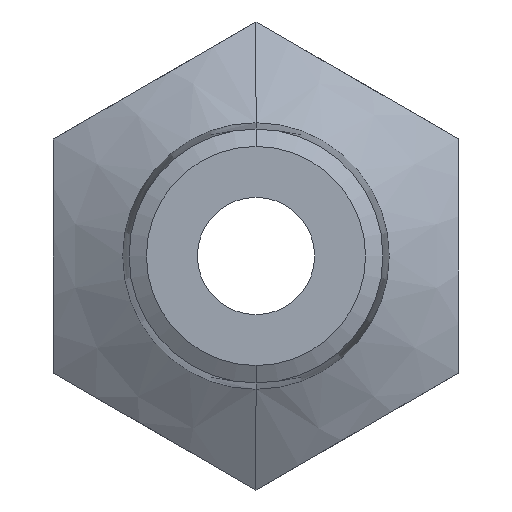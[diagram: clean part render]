
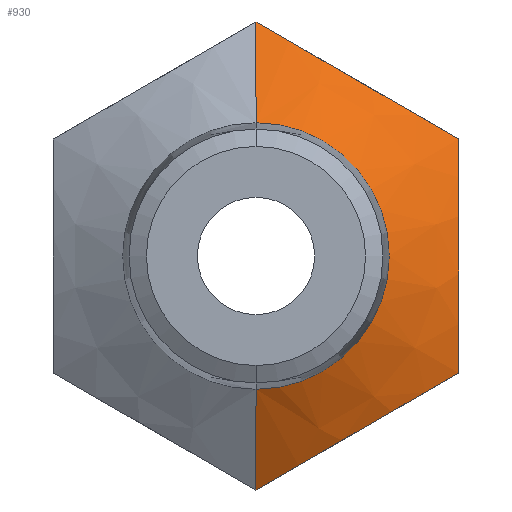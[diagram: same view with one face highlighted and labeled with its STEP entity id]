
A CAD part, front view. The second image highlights one B-rep face of the part: STEP entity #930.
In plain terms, the highlighted conical face has half-angle 60 degrees and reference radius 49.968 mm.
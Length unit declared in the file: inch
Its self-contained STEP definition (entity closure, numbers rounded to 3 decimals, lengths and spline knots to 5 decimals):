
#440 = ORIENTED_EDGE ( 'NONE', *, *, #1696, .T. ) ;
#488 = ORIENTED_EDGE ( 'NONE', *, *, #1598, .F. ) ;
#504 = ORIENTED_EDGE ( 'NONE', *, *, #1747, .F. ) ;
#550 = ORIENTED_EDGE ( 'NONE', *, *, #1608, .F. ) ;
#552 = ORIENTED_EDGE ( 'NONE', *, *, #1713, .F. ) ;
#572 = ORIENTED_EDGE ( 'NONE', *, *, #1652, .F. ) ;
#589 = CARTESIAN_POINT ( 'NONE',  ( 0., 1.75619, 0. ) ) ;
#600 = DIRECTION ( 'NONE',  ( 0., 0., 1. ) ) ;
#602 = DIRECTION ( 'NONE',  ( 0., 1., 0. ) ) ;
#691 = EDGE_LOOP ( 'NONE', ( #504, #440, #572, #552, #488, #550 ) ) ;
#825 = B_SPLINE_CURVE_WITH_KNOTS ( 'NONE', 3,
 ( #3727, #3728, #3729, #3730, #3731, #3732, #3733, #3734, #3735, #3736, #3737, #3738, #3739, #3740 ),
 .UNSPECIFIED., .F., .F.,
 ( 4, 2, 2, 2, 2, 2, 4 ),
 ( 0., 0.00741, 0.01481, 0.01666, 0.01851, 0.02222, 0.02962 ),
 .UNSPECIFIED. ) ;
#850 = B_SPLINE_CURVE_WITH_KNOTS ( 'NONE', 3,
 ( #4223, #4224, #4225, #4226, #4227, #4228, #4229, #4230, #4231, #4232, #4233, #4234, #4235, #4236 ),
 .UNSPECIFIED., .F., .F.,
 ( 4, 2, 2, 2, 2, 2, 4 ),
 ( 0., 0.00741, 0.01481, 0.01666, 0.01851, 0.02222, 0.02962 ),
 .UNSPECIFIED. ) ;
#872 = B_SPLINE_CURVE_WITH_KNOTS ( 'NONE', 3,
 ( #4651, #4652, #4653, #4654, #4655, #4656, #4657, #4658, #4659, #4660, #4661, #4662, #4663, #4664, #4665, #4666 ),
 .UNSPECIFIED., .F., .F.,
 ( 4, 2, 2, 2, 2, 2, 2, 4 ),
 ( 0.07937, 0.0868, 0.08865, 0.09051, 0.09422, 0.10164, 0.10536, 0.10907 ),
 .UNSPECIFIED. ) ;
#930 = ADVANCED_FACE ( 'NONE', ( #2005 ), #2006, .T. ) ;
#1052 = AXIS2_PLACEMENT_3D ( 'NONE', #589, #602, #600 ) ;
#1141 = AXIS2_PLACEMENT_3D ( 'NONE', #4843, #4844, #4845 ) ;
#1598 = EDGE_CURVE ( 'NONE', #1786, #1870, #825, .T. ) ;
#1608 = EDGE_CURVE ( 'NONE', #1826, #1786, #2311, .T. ) ;
#1652 = EDGE_CURVE ( 'NONE', #1948, #1880, #850, .T. ) ;
#1696 = EDGE_CURVE ( 'NONE', #1878, #1880, #2417, .T. ) ;
#1713 = EDGE_CURVE ( 'NONE', #1870, #1948, #872, .T. ) ;
#1747 = EDGE_CURVE ( 'NONE', #1878, #1826, #2479, .T. ) ;
#1786 = VERTEX_POINT ( 'NONE', #5040 ) ;
#1826 = VERTEX_POINT ( 'NONE', #5080 ) ;
#1870 = VERTEX_POINT ( 'NONE', #5124 ) ;
#1878 = VERTEX_POINT ( 'NONE', #5132 ) ;
#1880 = VERTEX_POINT ( 'NONE', #5134 ) ;
#1948 = VERTEX_POINT ( 'NONE', #5202 ) ;
#2005 = FACE_OUTER_BOUND ( 'NONE', #691, .T. ) ;
#2006 = CONICAL_SURFACE ( 'NONE', #1052, 1.96726, 1.047 ) ;
#2311 = LINE ( 'NONE', #3848, #2312 ) ;
#2312 = VECTOR ( 'NONE', #3849, 39.37008 ) ;
#2417 = LINE ( 'NONE', #4507, #2418 ) ;
#2418 = VECTOR ( 'NONE', #4508, 39.37008 ) ;
#2479 = CIRCLE ( 'NONE', #1141, 0.6575 ) ;
#3727 = CARTESIAN_POINT ( 'NONE',  ( 0., 1.28706, 1.1547 ) ) ;
#3728 = CARTESIAN_POINT ( 'NONE',  ( 0.08164, 1.25985, 1.10757 ) ) ;
#3729 = CARTESIAN_POINT ( 'NONE',  ( 0.16388, 1.23742, 1.06009 ) ) ;
#3730 = CARTESIAN_POINT ( 'NONE',  ( 0.33006, 1.20635, 0.96414 ) ) ;
#3731 = CARTESIAN_POINT ( 'NONE',  ( 0.41403, 1.19781, 0.91566 ) ) ;
#3732 = CARTESIAN_POINT ( 'NONE',  ( 0.5203, 1.19773, 0.85431 ) ) ;
#3733 = CARTESIAN_POINT ( 'NONE',  ( 0.54166, 1.19824, 0.84197 ) ) ;
#3734 = CARTESIAN_POINT ( 'NONE',  ( 0.58419, 1.20029, 0.81742 ) ) ;
#3735 = CARTESIAN_POINT ( 'NONE',  ( 0.60538, 1.20183, 0.80518 ) ) ;
#3736 = CARTESIAN_POINT ( 'NONE',  ( 0.66875, 1.20794, 0.7686 ) ) ;
#3737 = CARTESIAN_POINT ( 'NONE',  ( 0.7107, 1.21398, 0.74438 ) ) ;
#3738 = CARTESIAN_POINT ( 'NONE',  ( 0.83583, 1.23733, 0.67213 ) ) ;
#3739 = CARTESIAN_POINT ( 'NONE',  ( 0.91826, 1.25981, 0.62454 ) ) ;
#3740 = CARTESIAN_POINT ( 'NONE',  ( 1., 1.28706, 0.57735 ) ) ;
#3848 = CARTESIAN_POINT ( 'NONE',  ( 0., 1.75619, 1.96726 ) ) ;
#3849 = DIRECTION ( 'NONE',  ( 0., 0.5, 0.866 ) ) ;
#4223 = CARTESIAN_POINT ( 'NONE',  ( 1., 1.28706, -0.57735 ) ) ;
#4224 = CARTESIAN_POINT ( 'NONE',  ( 0.91836, 1.25985, -0.62449 ) ) ;
#4225 = CARTESIAN_POINT ( 'NONE',  ( 0.83612, 1.23742, -0.67196 ) ) ;
#4226 = CARTESIAN_POINT ( 'NONE',  ( 0.66994, 1.20635, -0.76791 ) ) ;
#4227 = CARTESIAN_POINT ( 'NONE',  ( 0.58597, 1.19781, -0.81639 ) ) ;
#4228 = CARTESIAN_POINT ( 'NONE',  ( 0.4797, 1.19773, -0.87774 ) ) ;
#4229 = CARTESIAN_POINT ( 'NONE',  ( 0.45834, 1.19824, -0.89008 ) ) ;
#4230 = CARTESIAN_POINT ( 'NONE',  ( 0.41581, 1.20029, -0.91463 ) ) ;
#4231 = CARTESIAN_POINT ( 'NONE',  ( 0.39462, 1.20183, -0.92687 ) ) ;
#4232 = CARTESIAN_POINT ( 'NONE',  ( 0.33125, 1.20794, -0.96345 ) ) ;
#4233 = CARTESIAN_POINT ( 'NONE',  ( 0.2893, 1.21398, -0.98768 ) ) ;
#4234 = CARTESIAN_POINT ( 'NONE',  ( 0.16417, 1.23733, -1.05992 ) ) ;
#4235 = CARTESIAN_POINT ( 'NONE',  ( 0.08174, 1.25981, -1.10751 ) ) ;
#4236 = CARTESIAN_POINT ( 'NONE',  ( 0., 1.28706, -1.1547 ) ) ;
#4507 = CARTESIAN_POINT ( 'NONE',  ( 0., 1.75619, -1.96726 ) ) ;
#4508 = DIRECTION ( 'NONE',  ( 0., 0.5, -0.866 ) ) ;
#4651 = CARTESIAN_POINT ( 'NONE',  ( 1., 1.28706, 0.57735 ) ) ;
#4652 = CARTESIAN_POINT ( 'NONE',  ( 1., 1.26012, 0.48403 ) ) ;
#4653 = CARTESIAN_POINT ( 'NONE',  ( 1., 1.23768, 0.38946 ) ) ;
#4654 = CARTESIAN_POINT ( 'NONE',  ( 1., 1.2181, 0.26891 ) ) ;
#4655 = CARTESIAN_POINT ( 'NONE',  ( 1., 1.21462, 0.24469 ) ) ;
#4656 = CARTESIAN_POINT ( 'NONE',  ( 1., 1.20856, 0.19597 ) ) ;
#4657 = CARTESIAN_POINT ( 'NONE',  ( 1., 1.206, 0.17143 ) ) ;
#4658 = CARTESIAN_POINT ( 'NONE',  ( 1., 1.19982, 0.09785 ) ) ;
#4659 = CARTESIAN_POINT ( 'NONE',  ( 1., 1.19775, 0.04893 ) ) ;
#4660 = CARTESIAN_POINT ( 'NONE',  ( 1., 1.19773, -0.09739 ) ) ;
#4661 = CARTESIAN_POINT ( 'NONE',  ( 1., 1.20611, -0.19435 ) ) ;
#4662 = CARTESIAN_POINT ( 'NONE',  ( 1., 1.22944, -0.33904 ) ) ;
#4663 = CARTESIAN_POINT ( 'NONE',  ( 1., 1.239, -0.38723 ) ) ;
#4664 = CARTESIAN_POINT ( 'NONE',  ( 1., 1.26107, -0.48304 ) ) ;
#4665 = CARTESIAN_POINT ( 'NONE',  ( 1., 1.27351, -0.53041 ) ) ;
#4666 = CARTESIAN_POINT ( 'NONE',  ( 1., 1.28706, -0.57735 ) ) ;
#4843 = CARTESIAN_POINT ( 'NONE',  ( 0., 1., 0. ) ) ;
#4844 = DIRECTION ( 'NONE',  ( 0., -1., 0. ) ) ;
#4845 = DIRECTION ( 'NONE',  ( 0., 0., -1. ) ) ;
#5040 = CARTESIAN_POINT ( 'NONE',  ( 0., 1.28706, 1.1547 ) ) ;
#5080 = CARTESIAN_POINT ( 'NONE',  ( 0., 1., 0.6575 ) ) ;
#5124 = CARTESIAN_POINT ( 'NONE',  ( 1., 1.28706, 0.57735 ) ) ;
#5132 = CARTESIAN_POINT ( 'NONE',  ( 0., 1., -0.6575 ) ) ;
#5134 = CARTESIAN_POINT ( 'NONE',  ( 0., 1.28706, -1.1547 ) ) ;
#5202 = CARTESIAN_POINT ( 'NONE',  ( 1., 1.28706, -0.57735 ) ) ;
